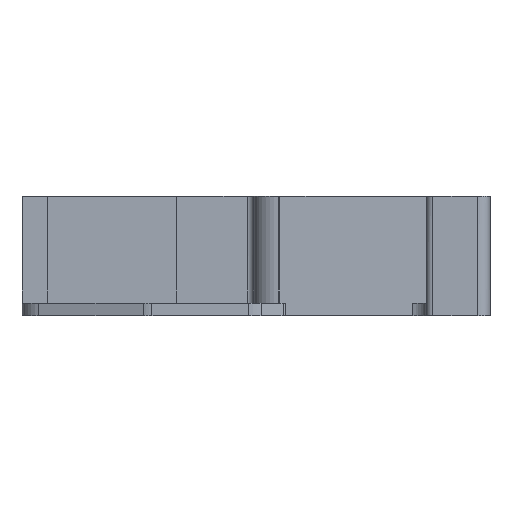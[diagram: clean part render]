
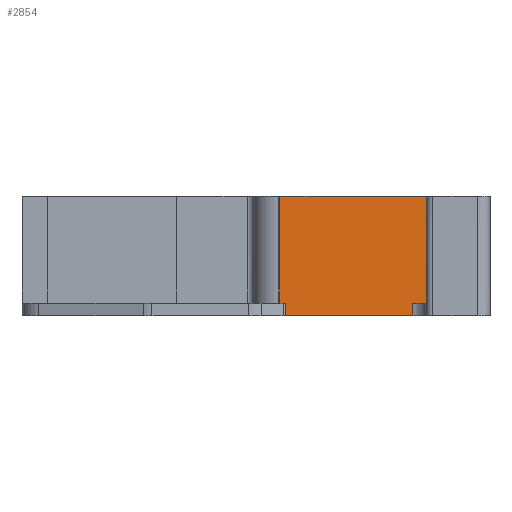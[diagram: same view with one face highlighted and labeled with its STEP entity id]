
A CAD part, left-side view. The second image highlights one B-rep face of the part: STEP entity #2854.
In plain terms, the highlighted planar face has unit normal (-0.999, -0.053, 0).
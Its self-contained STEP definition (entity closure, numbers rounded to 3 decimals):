
#167 = VECTOR ( 'NONE', #3508, 1000. ) ;
#175 = VECTOR ( 'NONE', #1137, 1000. ) ;
#346 = ORIENTED_EDGE ( 'NONE', *, *, #1958, .F. ) ;
#440 = FACE_OUTER_BOUND ( 'NONE', #5237, .T. ) ;
#554 = CARTESIAN_POINT ( 'NONE',  ( -19.221, -11.789, -3.77 ) ) ;
#609 = CARTESIAN_POINT ( 'NONE',  ( -19.756, -1.626, -3.77 ) ) ;
#614 = DIRECTION ( 'NONE',  ( 0., 0., 1. ) ) ;
#882 = ORIENTED_EDGE ( 'NONE', *, *, #3355, .T. ) ;
#1019 = DIRECTION ( 'NONE',  ( 0., 0., -1. ) ) ;
#1039 = ORIENTED_EDGE ( 'NONE', *, *, #1579, .T. ) ;
#1114 = CARTESIAN_POINT ( 'NONE',  ( -19.778, -1.211, -17.954 ) ) ;
#1137 = DIRECTION ( 'NONE',  ( 0., 0., 1. ) ) ;
#1170 = CARTESIAN_POINT ( 'NONE',  ( -19.084, -14.376, -17.954 ) ) ;
#1293 = VECTOR ( 'NONE', #614, 1000. ) ;
#1299 = CARTESIAN_POINT ( 'NONE',  ( -19.756, -1.626, -17.954 ) ) ;
#1307 = DIRECTION ( 'NONE',  ( 0., 0., -1. ) ) ;
#1311 = VERTEX_POINT ( 'NONE', #6461 ) ;
#1579 = EDGE_CURVE ( 'NONE', #4327, #1954, #5994, .T. ) ;
#1645 = VECTOR ( 'NONE', #3695, 1000. ) ;
#1791 = VECTOR ( 'NONE', #1307, 1000. ) ;
#1954 = VERTEX_POINT ( 'NONE', #3713 ) ;
#1958 = EDGE_CURVE ( 'NONE', #3531, #5540, #6306, .T. ) ;
#1968 = LINE ( 'NONE', #3629, #1645 ) ;
#2009 = CARTESIAN_POINT ( 'NONE',  ( -19.756, -1.626, -3.77 ) ) ;
#2103 = VECTOR ( 'NONE', #4388, 1000. ) ;
#2173 = ORIENTED_EDGE ( 'NONE', *, *, #3429, .T. ) ;
#2513 = EDGE_CURVE ( 'NONE', #1311, #6134, #1968, .T. ) ;
#2650 = DIRECTION ( 'NONE',  ( 0.053, -0.999, 0. ) ) ;
#2658 = DIRECTION ( 'NONE',  ( -0.999, -0.053, 0. ) ) ;
#2665 = CARTESIAN_POINT ( 'NONE',  ( -19.778, -1.211, -17.954 ) ) ;
#2718 = PLANE ( 'NONE',  #6483 ) ;
#2756 = LINE ( 'NONE', #554, #1293 ) ;
#2766 = CARTESIAN_POINT ( 'NONE',  ( -19.221, -11.789, -3.77 ) ) ;
#2781 = VERTEX_POINT ( 'NONE', #3002 ) ;
#2854 = ADVANCED_FACE ( 'NONE', ( #440 ), #2718, .T. ) ;
#3002 = CARTESIAN_POINT ( 'NONE',  ( -19.084, -14.376, 4.73 ) ) ;
#3045 = CARTESIAN_POINT ( 'NONE',  ( -19.778, -1.211, -3.77 ) ) ;
#3184 = CARTESIAN_POINT ( 'NONE',  ( -19.778, -1.211, 4.73 ) ) ;
#3355 = EDGE_CURVE ( 'NONE', #3531, #1311, #5571, .T. ) ;
#3398 = ORIENTED_EDGE ( 'NONE', *, *, #5809, .T. ) ;
#3400 = EDGE_CURVE ( 'NONE', #1954, #2781, #3844, .T. ) ;
#3429 = EDGE_CURVE ( 'NONE', #5865, #5540, #5190, .T. ) ;
#3431 = CARTESIAN_POINT ( 'NONE',  ( -19.221, -11.789, -4.77 ) ) ;
#3508 = DIRECTION ( 'NONE',  ( -0.053, 0.999, 0. ) ) ;
#3531 = VERTEX_POINT ( 'NONE', #609 ) ;
#3551 = EDGE_CURVE ( 'NONE', #6134, #4327, #2756, .T. ) ;
#3629 = CARTESIAN_POINT ( 'NONE',  ( -19.756, -1.626, -4.77 ) ) ;
#3667 = LINE ( 'NONE', #4342, #2103 ) ;
#3695 = DIRECTION ( 'NONE',  ( 0.053, -0.999, 0. ) ) ;
#3713 = CARTESIAN_POINT ( 'NONE',  ( -19.084, -14.376, -3.77 ) ) ;
#3837 = VECTOR ( 'NONE', #1019, 1000. ) ;
#3844 = LINE ( 'NONE', #1170, #175 ) ;
#4327 = VERTEX_POINT ( 'NONE', #2766 ) ;
#4342 = CARTESIAN_POINT ( 'NONE',  ( -19.778, -1.211, 4.73 ) ) ;
#4388 = DIRECTION ( 'NONE',  ( -0.053, 0.999, 0. ) ) ;
#4518 = ORIENTED_EDGE ( 'NONE', *, *, #2513, .T. ) ;
#5190 = LINE ( 'NONE', #1114, #3837 ) ;
#5237 = EDGE_LOOP ( 'NONE', ( #3398, #2173, #346, #882, #4518, #5947, #1039, #5773 ) ) ;
#5540 = VERTEX_POINT ( 'NONE', #3045 ) ;
#5571 = LINE ( 'NONE', #1299, #1791 ) ;
#5619 = CARTESIAN_POINT ( 'NONE',  ( -19.778, -1.211, -3.77 ) ) ;
#5634 = DIRECTION ( 'NONE',  ( 0.053, -0.999, 0. ) ) ;
#5773 = ORIENTED_EDGE ( 'NONE', *, *, #3400, .T. ) ;
#5809 = EDGE_CURVE ( 'NONE', #2781, #5865, #3667, .T. ) ;
#5853 = VECTOR ( 'NONE', #5634, 1000. ) ;
#5865 = VERTEX_POINT ( 'NONE', #3184 ) ;
#5947 = ORIENTED_EDGE ( 'NONE', *, *, #3551, .T. ) ;
#5994 = LINE ( 'NONE', #5619, #5853 ) ;
#6134 = VERTEX_POINT ( 'NONE', #3431 ) ;
#6306 = LINE ( 'NONE', #2009, #167 ) ;
#6461 = CARTESIAN_POINT ( 'NONE',  ( -19.756, -1.626, -4.77 ) ) ;
#6483 = AXIS2_PLACEMENT_3D ( 'NONE', #2665, #2658, #2650 ) ;
